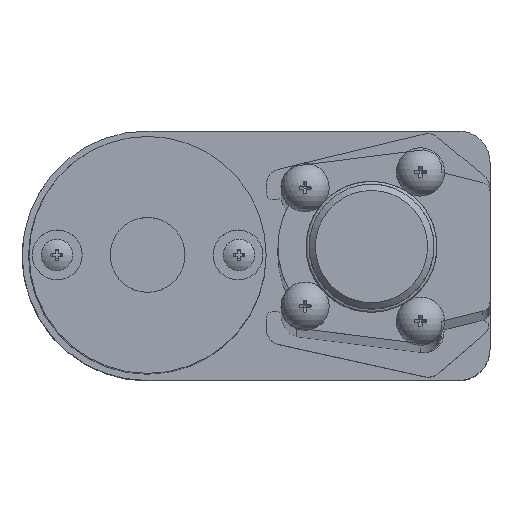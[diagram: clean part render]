
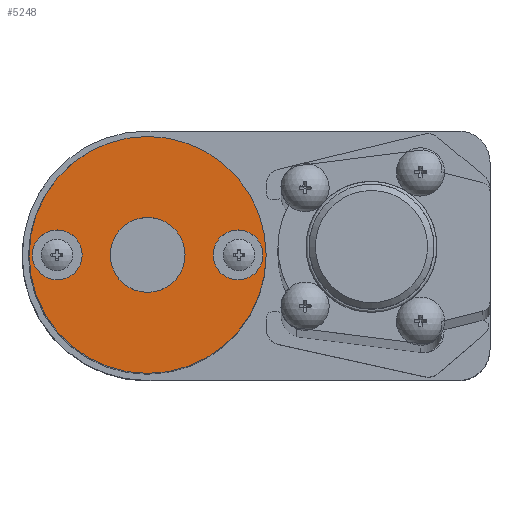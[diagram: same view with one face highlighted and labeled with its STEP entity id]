
A CAD part, top view. The second image highlights one B-rep face of the part: STEP entity #5248.
In plain terms, the highlighted planar face has unit normal (0, 0, 1).
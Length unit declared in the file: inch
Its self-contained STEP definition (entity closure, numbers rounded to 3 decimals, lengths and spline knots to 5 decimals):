
#120=FACE_BOUND('',#936,.T.);
#121=FACE_BOUND('',#937,.T.);
#122=FACE_BOUND('',#938,.T.);
#302=CIRCLE('',#5681,0.74803);
#303=CIRCLE('',#5682,0.74803);
#304=CIRCLE('',#5683,0.15748);
#305=CIRCLE('',#5684,0.15748);
#306=CIRCLE('',#5685,0.23622);
#307=CIRCLE('',#5686,0.23622);
#308=CIRCLE('',#5687,0.15748);
#309=CIRCLE('',#5688,0.15748);
#640=FACE_OUTER_BOUND('',#935,.T.);
#935=EDGE_LOOP('',(#3696,#3697));
#936=EDGE_LOOP('',(#3698,#3699));
#937=EDGE_LOOP('',(#3700,#3701));
#938=EDGE_LOOP('',(#3702,#3703));
#2061=VERTEX_POINT('',#9287);
#2062=VERTEX_POINT('',#9288);
#2063=VERTEX_POINT('',#9291);
#2064=VERTEX_POINT('',#9292);
#2065=VERTEX_POINT('',#9295);
#2066=VERTEX_POINT('',#9296);
#2067=VERTEX_POINT('',#9299);
#2068=VERTEX_POINT('',#9300);
#2662=EDGE_CURVE('',#2061,#2062,#302,.T.);
#2663=EDGE_CURVE('',#2062,#2061,#303,.T.);
#2664=EDGE_CURVE('',#2063,#2064,#304,.T.);
#2665=EDGE_CURVE('',#2064,#2063,#305,.T.);
#2666=EDGE_CURVE('',#2065,#2066,#306,.T.);
#2667=EDGE_CURVE('',#2066,#2065,#307,.T.);
#2668=EDGE_CURVE('',#2067,#2068,#308,.T.);
#2669=EDGE_CURVE('',#2068,#2067,#309,.T.);
#3696=ORIENTED_EDGE('',*,*,#2662,.T.);
#3697=ORIENTED_EDGE('',*,*,#2663,.T.);
#3698=ORIENTED_EDGE('',*,*,#2664,.F.);
#3699=ORIENTED_EDGE('',*,*,#2665,.F.);
#3700=ORIENTED_EDGE('',*,*,#2666,.F.);
#3701=ORIENTED_EDGE('',*,*,#2667,.F.);
#3702=ORIENTED_EDGE('',*,*,#2668,.F.);
#3703=ORIENTED_EDGE('',*,*,#2669,.F.);
#4737=PLANE('',#5680);
#5248=ADVANCED_FACE('',(#640,#120,#121,#122),#4737,.T.);
#5680=AXIS2_PLACEMENT_3D('',#9286,#6638,#6639);
#5681=AXIS2_PLACEMENT_3D('',#9289,#6640,#6641);
#5682=AXIS2_PLACEMENT_3D('',#9290,#6642,#6643);
#5683=AXIS2_PLACEMENT_3D('',#9293,#6644,#6645);
#5684=AXIS2_PLACEMENT_3D('',#9294,#6646,#6647);
#5685=AXIS2_PLACEMENT_3D('',#9297,#6648,#6649);
#5686=AXIS2_PLACEMENT_3D('',#9298,#6650,#6651);
#5687=AXIS2_PLACEMENT_3D('',#9301,#6652,#6653);
#5688=AXIS2_PLACEMENT_3D('',#9302,#6654,#6655);
#6638=DIRECTION('center_axis',(0.,0.,1.));
#6639=DIRECTION('ref_axis',(1.,0.,0.));
#6640=DIRECTION('center_axis',(0.,0.,1.));
#6641=DIRECTION('ref_axis',(1.,0.,0.));
#6642=DIRECTION('center_axis',(0.,0.,1.));
#6643=DIRECTION('ref_axis',(1.,0.,0.));
#6644=DIRECTION('center_axis',(0.,0.,1.));
#6645=DIRECTION('ref_axis',(1.,0.,0.));
#6646=DIRECTION('center_axis',(0.,0.,1.));
#6647=DIRECTION('ref_axis',(1.,0.,0.));
#6648=DIRECTION('center_axis',(0.,0.,1.));
#6649=DIRECTION('ref_axis',(1.,0.,0.));
#6650=DIRECTION('center_axis',(0.,0.,1.));
#6651=DIRECTION('ref_axis',(1.,0.,0.));
#6652=DIRECTION('center_axis',(0.,0.,1.));
#6653=DIRECTION('ref_axis',(1.,0.,0.));
#6654=DIRECTION('center_axis',(0.,0.,1.));
#6655=DIRECTION('ref_axis',(1.,0.,0.));
#9286=CARTESIAN_POINT('Origin',(0.00394,0.,2.79331));
#9287=CARTESIAN_POINT('',(0.75197,0.,2.79331));
#9288=CARTESIAN_POINT('',(-0.74409,0.,2.79331));
#9289=CARTESIAN_POINT('Origin',(0.00394,0.,2.79331));
#9290=CARTESIAN_POINT('Origin',(0.00394,0.,2.79331));
#9291=CARTESIAN_POINT('',(0.73228,0.,2.79331));
#9292=CARTESIAN_POINT('',(0.41732,0.,2.79331));
#9293=CARTESIAN_POINT('Origin',(0.5748,0.,2.79331));
#9294=CARTESIAN_POINT('Origin',(0.5748,0.,2.79331));
#9295=CARTESIAN_POINT('',(0.24016,0.,2.79331));
#9296=CARTESIAN_POINT('',(-0.23228,0.,2.79331));
#9297=CARTESIAN_POINT('Origin',(0.00394,0.,2.79331));
#9298=CARTESIAN_POINT('Origin',(0.00394,0.,2.79331));
#9299=CARTESIAN_POINT('',(-0.40945,0.,2.79331));
#9300=CARTESIAN_POINT('',(-0.72441,0.,2.79331));
#9301=CARTESIAN_POINT('Origin',(-0.56693,0.,2.79331));
#9302=CARTESIAN_POINT('Origin',(-0.56693,0.,2.79331));
